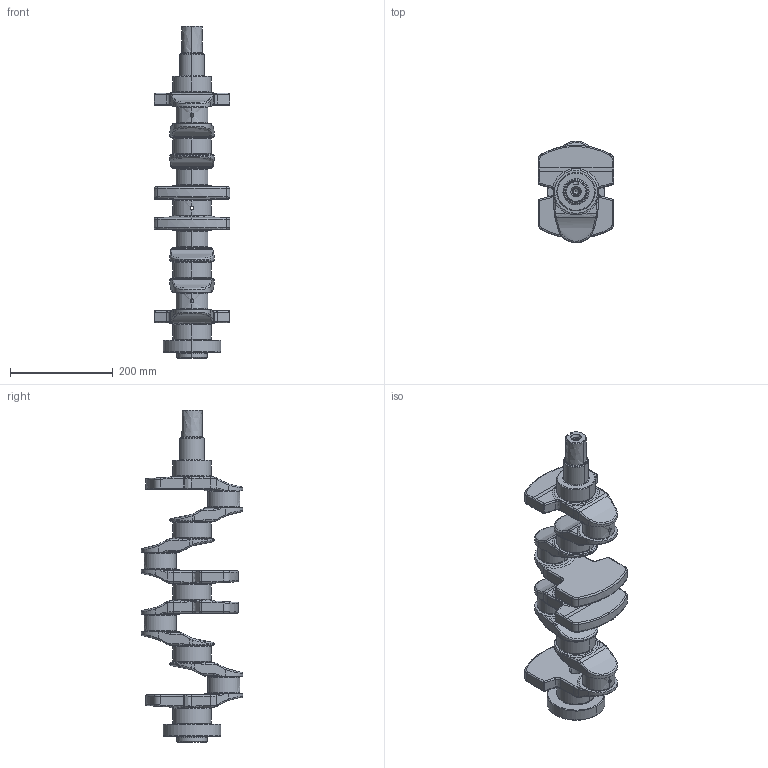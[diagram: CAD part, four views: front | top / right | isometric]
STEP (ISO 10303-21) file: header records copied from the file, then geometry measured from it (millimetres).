
FILE_DESCRIPTION(('FreeCAD Model'),'2;1');
FILE_NAME('Open CASCADE Shape Model','2025-04-17T11:28:56',('FreeCAD'),( 'FreeCAD'),'Open CASCADE STEP processor 7.6','FreeCAD','Unknown');
FILE_SCHEMA(('AUTOMOTIVE_DESIGN { 1 0 10303 214 1 1 1 1 }'));
Products named in the file (1): Open CASCADE STEP translator 7.6 1
Bounding box: 147.11 x 197.12 x 645.69 mm (x, y, z)
Volume: 3768277.7 mm3; surface area: 369985.4 mm2
Topology: 1 solids, 1 shells, 830 faces, 1919 edges, 1083 vertices
Faces by surface type: bspline 830
Entity records: 32648 total; most frequent: CARTESIAN_POINT 22424, ORIENTED_EDGE 3786, EDGE_CURVE 1893, VERTEX_POINT 1083, FACE_BOUND 860, EDGE_LOOP 860, ADVANCED_FACE 830, B_SPLINE_CURVE_WITH_KNOTS 789
